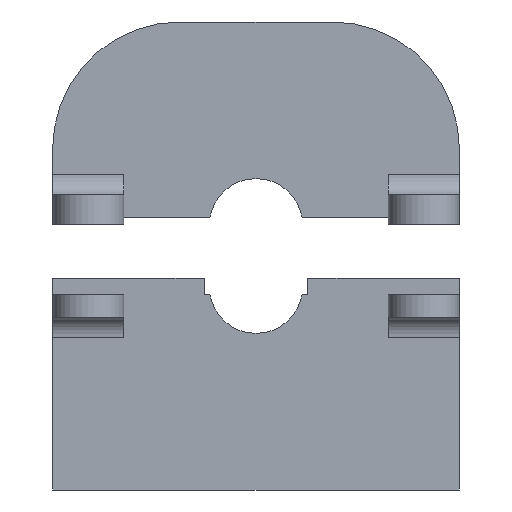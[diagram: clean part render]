
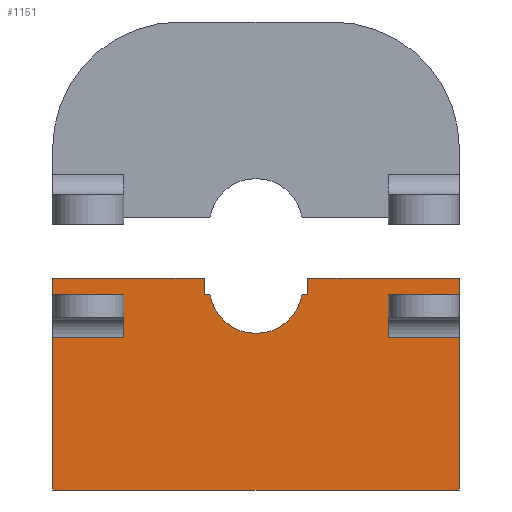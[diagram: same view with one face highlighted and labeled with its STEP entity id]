
A CAD part, front view. The second image highlights one B-rep face of the part: STEP entity #1151.
In plain terms, the highlighted planar face has unit normal (0, -1, 0).
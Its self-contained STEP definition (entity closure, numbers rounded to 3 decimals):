
#81=CIRCLE('',#1257,4.6);
#129=FACE_OUTER_BOUND('',#195,.T.);
#195=EDGE_LOOP('',(#927,#928,#929,#930,#931,#932,#933,#934,#935,#936,#937,
#938,#939,#940,#941,#942,#943,#944));
#302=LINE('',#1841,#424);
#303=LINE('',#1847,#425);
#304=LINE('',#1851,#426);
#305=LINE('',#1853,#427);
#306=LINE('',#1855,#428);
#307=LINE('',#1857,#429);
#308=LINE('',#1859,#430);
#309=LINE('',#1860,#431);
#310=LINE('',#1862,#432);
#311=LINE('',#1864,#433);
#312=LINE('',#1865,#434);
#313=LINE('',#1867,#435);
#314=LINE('',#1869,#436);
#315=LINE('',#1871,#437);
#316=LINE('',#1873,#438);
#317=LINE('',#1875,#439);
#318=LINE('',#1877,#440);
#424=VECTOR('',#1495,10.);
#425=VECTOR('',#1502,10.);
#426=VECTOR('',#1505,10.);
#427=VECTOR('',#1506,10.);
#428=VECTOR('',#1507,10.);
#429=VECTOR('',#1508,10.);
#430=VECTOR('',#1509,10.);
#431=VECTOR('',#1510,10.);
#432=VECTOR('',#1511,10.);
#433=VECTOR('',#1512,10.);
#434=VECTOR('',#1513,10.);
#435=VECTOR('',#1514,10.);
#436=VECTOR('',#1515,10.);
#437=VECTOR('',#1516,10.);
#438=VECTOR('',#1517,10.);
#439=VECTOR('',#1518,10.);
#440=VECTOR('',#1519,10.);
#545=VERTEX_POINT('',#1837);
#546=VERTEX_POINT('',#1839);
#547=VERTEX_POINT('',#1843);
#548=VERTEX_POINT('',#1845);
#549=VERTEX_POINT('',#1849);
#550=VERTEX_POINT('',#1850);
#551=VERTEX_POINT('',#1852);
#552=VERTEX_POINT('',#1854);
#553=VERTEX_POINT('',#1856);
#554=VERTEX_POINT('',#1858);
#555=VERTEX_POINT('',#1861);
#556=VERTEX_POINT('',#1863);
#557=VERTEX_POINT('',#1866);
#558=VERTEX_POINT('',#1868);
#559=VERTEX_POINT('',#1870);
#560=VERTEX_POINT('',#1872);
#561=VERTEX_POINT('',#1874);
#562=VERTEX_POINT('',#1876);
#684=EDGE_CURVE('',#546,#545,#302,.T.);
#687=EDGE_CURVE('',#548,#547,#303,.T.);
#688=EDGE_CURVE('',#549,#550,#304,.T.);
#689=EDGE_CURVE('',#550,#551,#305,.T.);
#690=EDGE_CURVE('',#551,#552,#306,.T.);
#691=EDGE_CURVE('',#552,#553,#307,.T.);
#692=EDGE_CURVE('',#554,#553,#308,.T.);
#693=EDGE_CURVE('',#554,#547,#309,.T.);
#694=EDGE_CURVE('',#555,#548,#310,.T.);
#695=EDGE_CURVE('',#556,#555,#311,.T.);
#696=EDGE_CURVE('',#545,#556,#312,.T.);
#697=EDGE_CURVE('',#546,#557,#313,.T.);
#698=EDGE_CURVE('',#558,#557,#314,.T.);
#699=EDGE_CURVE('',#559,#558,#315,.T.);
#700=EDGE_CURVE('',#560,#559,#316,.T.);
#701=EDGE_CURVE('',#560,#561,#317,.T.);
#702=EDGE_CURVE('',#561,#562,#318,.T.);
#703=EDGE_CURVE('',#549,#562,#81,.T.);
#927=ORIENTED_EDGE('',*,*,#688,.T.);
#928=ORIENTED_EDGE('',*,*,#689,.T.);
#929=ORIENTED_EDGE('',*,*,#690,.T.);
#930=ORIENTED_EDGE('',*,*,#691,.T.);
#931=ORIENTED_EDGE('',*,*,#692,.F.);
#932=ORIENTED_EDGE('',*,*,#693,.T.);
#933=ORIENTED_EDGE('',*,*,#687,.F.);
#934=ORIENTED_EDGE('',*,*,#694,.F.);
#935=ORIENTED_EDGE('',*,*,#695,.F.);
#936=ORIENTED_EDGE('',*,*,#696,.F.);
#937=ORIENTED_EDGE('',*,*,#684,.F.);
#938=ORIENTED_EDGE('',*,*,#697,.T.);
#939=ORIENTED_EDGE('',*,*,#698,.F.);
#940=ORIENTED_EDGE('',*,*,#699,.F.);
#941=ORIENTED_EDGE('',*,*,#700,.F.);
#942=ORIENTED_EDGE('',*,*,#701,.T.);
#943=ORIENTED_EDGE('',*,*,#702,.T.);
#944=ORIENTED_EDGE('',*,*,#703,.F.);
#1099=PLANE('',#1256);
#1151=ADVANCED_FACE('',(#129),#1099,.F.);
#1256=AXIS2_PLACEMENT_3D('',#1848,#1503,#1504);
#1257=AXIS2_PLACEMENT_3D('',#1878,#1520,#1521);
#1495=DIRECTION('',(1.,0.,0.));
#1502=DIRECTION('',(1.,0.,0.));
#1503=DIRECTION('center_axis',(0.,1.,0.));
#1504=DIRECTION('ref_axis',(1.,0.,0.));
#1505=DIRECTION('',(-1.,0.,0.));
#1506=DIRECTION('',(0.,0.,1.));
#1507=DIRECTION('',(-1.,0.,0.));
#1508=DIRECTION('',(0.,0.,-1.));
#1509=DIRECTION('',(-1.,0.,0.));
#1510=DIRECTION('',(0.,0.,-1.));
#1511=DIRECTION('',(0.,0.,1.));
#1512=DIRECTION('',(-1.,0.,0.));
#1513=DIRECTION('',(0.,0.,-1.));
#1514=DIRECTION('',(0.,0.,1.));
#1515=DIRECTION('',(-1.,0.,0.));
#1516=DIRECTION('',(0.,0.,-1.));
#1517=DIRECTION('',(1.,0.,0.));
#1518=DIRECTION('',(0.,0.,-1.));
#1519=DIRECTION('',(-1.,0.,0.));
#1520=DIRECTION('center_axis',(0.,-1.,0.));
#1521=DIRECTION('ref_axis',(1.,0.,0.));
#1837=CARTESIAN_POINT('',(40.,0.,-30.));
#1839=CARTESIAN_POINT('',(33.,0.,-30.));
#1841=CARTESIAN_POINT('',(40.,0.,-30.));
#1843=CARTESIAN_POINT('',(7.,0.,-30.));
#1845=CARTESIAN_POINT('',(0.,0.,-30.));
#1847=CARTESIAN_POINT('',(7.,0.,-30.));
#1848=CARTESIAN_POINT('Origin',(20.,0.,-25.));
#1849=CARTESIAN_POINT('',(15.47,0.,-25.8));
#1850=CARTESIAN_POINT('',(14.9,0.,-25.8));
#1851=CARTESIAN_POINT('',(10.,0.,-25.8));
#1852=CARTESIAN_POINT('',(14.9,0.,-24.2));
#1853=CARTESIAN_POINT('',(14.9,0.,-25.));
#1854=CARTESIAN_POINT('',(0.,0.,-24.2));
#1855=CARTESIAN_POINT('',(14.9,0.,-24.2));
#1856=CARTESIAN_POINT('',(0.,0.,-25.8));
#1857=CARTESIAN_POINT('',(0.,0.,-24.2));
#1858=CARTESIAN_POINT('',(7.,0.,-25.8));
#1859=CARTESIAN_POINT('',(3.725,0.,-25.8));
#1860=CARTESIAN_POINT('',(7.,0.,-26.5));
#1861=CARTESIAN_POINT('',(0.,0.,-45.));
#1862=CARTESIAN_POINT('',(0.,0.,-45.));
#1863=CARTESIAN_POINT('',(40.,0.,-45.));
#1864=CARTESIAN_POINT('',(40.,0.,-45.));
#1865=CARTESIAN_POINT('',(40.,0.,-17.5));
#1866=CARTESIAN_POINT('',(33.,0.,-25.8));
#1867=CARTESIAN_POINT('',(33.,0.,-27.));
#1868=CARTESIAN_POINT('',(40.,0.,-25.8));
#1869=CARTESIAN_POINT('',(28.54,0.,-25.8));
#1870=CARTESIAN_POINT('',(40.,0.,-24.2));
#1871=CARTESIAN_POINT('',(40.,0.,-24.2));
#1872=CARTESIAN_POINT('',(25.1,0.,-24.2));
#1873=CARTESIAN_POINT('',(25.1,0.,-24.2));
#1874=CARTESIAN_POINT('',(25.1,0.,-25.8));
#1875=CARTESIAN_POINT('',(25.1,0.,-25.));
#1876=CARTESIAN_POINT('',(24.53,0.,-25.8));
#1877=CARTESIAN_POINT('',(22.265,0.,-25.8));
#1878=CARTESIAN_POINT('Origin',(20.,0.,-25.));
